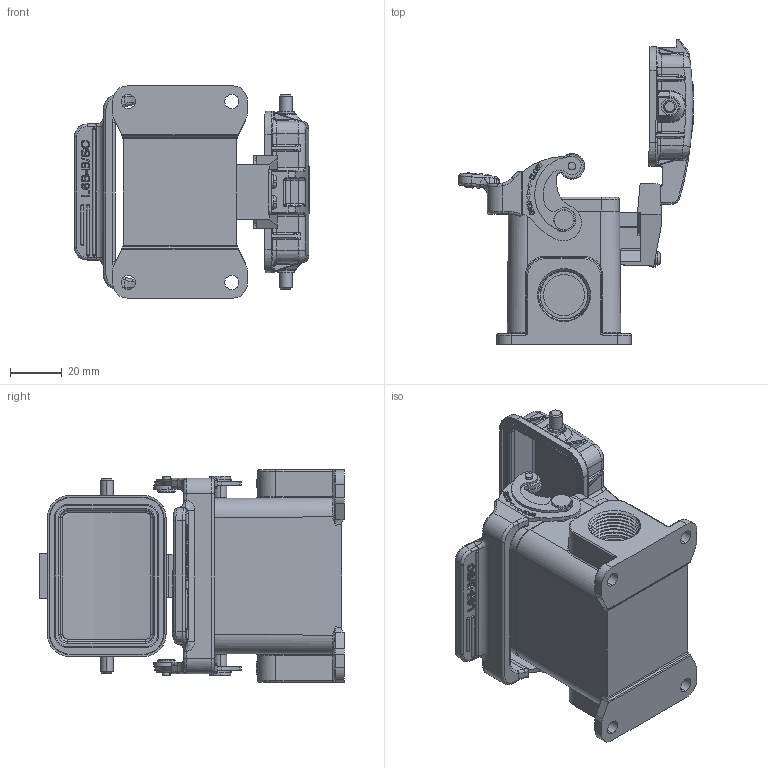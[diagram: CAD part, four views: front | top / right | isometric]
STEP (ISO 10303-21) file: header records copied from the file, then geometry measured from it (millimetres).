
FILE_DESCRIPTION((''),'2;1');
FILE_NAME('3D_1120062218002_H6B-MSF-1L_SC-_ASM','2024-02-04T',('13001'),(''),'PRO/ENGINEER BY PARAMETRIC TECHNOLOGY CORPORATION, 2012480','PRO/ENGINEER BY PARAMETRIC TECHNOLOGY CORPORATION, 2012480','');
FILE_SCHEMA(('CONFIG_CONTROL_DESIGN'));
Products named in the file (6): MANIFOLD_SOLID_BREP_115853; MANIFOLD_SOLID_BREP_116015; MANIFOLD_SOLID_BREP_116177; MANIFOLD_SOLID_BREP_116465; 3D_1110062611022_H6B-_SW0001_1_ASM; 3D_1120062218002_H6B-MSF-1L_SC-_ASM
Assembly tree (5 placements, depth 3):
  3D_1120062218002_H6B-MSF-1L_SC-_ASM
    3D_1110062611022_H6B-_SW0001_1_ASM
      MANIFOLD_SOLID_BREP_115853
      MANIFOLD_SOLID_BREP_116015
      MANIFOLD_SOLID_BREP_116177
      MANIFOLD_SOLID_BREP_116465
Bounding box: 90.96 x 117.86 x 82 mm (x, y, z)
Volume: 103227.2 mm3; surface area: 56473.9 mm2
Topology: 4 solids, 4 shells, 2267 faces, 6151 edges, 3956 vertices
Faces by surface type: cylinder 1000, plane 738, torus 216, bspline 182, cone 58, extrusion 41, sphere 30, revolution 2
Entity records: 97058 total; most frequent: CARTESIAN_POINT 42703, ORIENTED_EDGE 12234, DIRECTION 10117, EDGE_CURVE 6117, VERTEX_POINT 3956, AXIS2_PLACEMENT_3D 3709, VECTOR 2697, LINE 2656
